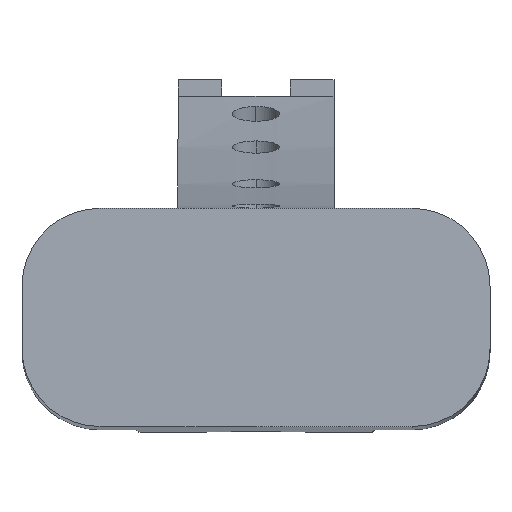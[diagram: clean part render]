
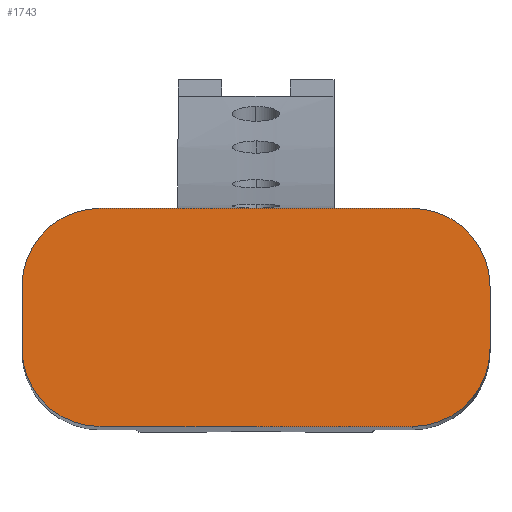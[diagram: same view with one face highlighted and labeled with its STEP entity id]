
A CAD part, left-side view. The second image highlights one B-rep face of the part: STEP entity #1743.
In plain terms, the highlighted planar face has unit normal (-0.999, 0, 0.044).
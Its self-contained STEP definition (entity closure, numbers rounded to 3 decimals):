
#14 = DIRECTION ( 'NONE',  ( -0.044, 0., -0.999 ) ) ;
#26 = CARTESIAN_POINT ( 'NONE',  ( -11.058, 10., -138.65 ) ) ;
#63 = AXIS2_PLACEMENT_3D ( 'NONE', #1918, #2151, #467 ) ;
#112 = EDGE_CURVE ( 'NONE', #497, #1443, #338, .T. ) ;
#124 = DIRECTION ( 'NONE',  ( 0.044, 0., 0.999 ) ) ;
#156 = VERTEX_POINT ( 'NONE', #26 ) ;
#235 = VERTEX_POINT ( 'NONE', #1053 ) ;
#284 = ORIENTED_EDGE ( 'NONE', *, *, #2109, .T. ) ;
#290 = VECTOR ( 'NONE', #1369, 1000. ) ;
#338 = CIRCLE ( 'NONE', #386, 5. ) ;
#386 = AXIS2_PLACEMENT_3D ( 'NONE', #1710, #2179, #2679 ) ;
#432 = VERTEX_POINT ( 'NONE', #880 ) ;
#467 = DIRECTION ( 'NONE',  ( 0.044, 0., 0.999 ) ) ;
#487 = EDGE_CURVE ( 'NONE', #156, #1591, #1574, .T. ) ;
#497 = VERTEX_POINT ( 'NONE', #2529 ) ;
#544 = EDGE_CURVE ( 'NONE', #1591, #2362, #2392, .T. ) ;
#578 = ORIENTED_EDGE ( 'NONE', *, *, #112, .T. ) ;
#706 = DIRECTION ( 'NONE',  ( -0.999, 0., 0.044 ) ) ;
#721 = CARTESIAN_POINT ( 'NONE',  ( -10.666, -10., -129.658 ) ) ;
#728 = VERTEX_POINT ( 'NONE', #1777 ) ;
#766 = DIRECTION ( 'NONE',  ( -0.999, 0., 0.044 ) ) ;
#803 = AXIS2_PLACEMENT_3D ( 'NONE', #2444, #766, #2626 ) ;
#838 = LINE ( 'NONE', #3002, #1261 ) ;
#880 = CARTESIAN_POINT ( 'NONE',  ( -10.448, -10., -124.663 ) ) ;
#943 = ORIENTED_EDGE ( 'NONE', *, *, #2699, .T. ) ;
#1039 = AXIS2_PLACEMENT_3D ( 'NONE', #1654, #706, #2404 ) ;
#1053 = CARTESIAN_POINT ( 'NONE',  ( -10.666, -15., -129.658 ) ) ;
#1111 = ORIENTED_EDGE ( 'NONE', *, *, #487, .T. ) ;
#1250 = EDGE_LOOP ( 'NONE', ( #2167, #943, #1609, #578, #284, #1851, #1111, #3065 ) ) ;
#1261 = VECTOR ( 'NONE', #124, 1000. ) ;
#1309 = VECTOR ( 'NONE', #3093, 1000. ) ;
#1369 = DIRECTION ( 'NONE',  ( 0., -1., 0. ) ) ;
#1384 = CARTESIAN_POINT ( 'NONE',  ( -10.666, 15., -129.658 ) ) ;
#1443 = VERTEX_POINT ( 'NONE', #1384 ) ;
#1574 = LINE ( 'NONE', #1815, #290 ) ;
#1591 = VERTEX_POINT ( 'NONE', #2691 ) ;
#1609 = ORIENTED_EDGE ( 'NONE', *, *, #2037, .T. ) ;
#1654 = CARTESIAN_POINT ( 'NONE',  ( -10.84, -10., -133.654 ) ) ;
#1710 = CARTESIAN_POINT ( 'NONE',  ( -10.666, 10., -129.658 ) ) ;
#1727 = EDGE_CURVE ( 'NONE', #728, #156, #2757, .T. ) ;
#1731 = PLANE ( 'NONE',  #63 ) ;
#1743 = ADVANCED_FACE ( 'NONE', ( #2430 ), #1731, .T. ) ;
#1765 = VECTOR ( 'NONE', #14, 1000. ) ;
#1777 = CARTESIAN_POINT ( 'NONE',  ( -10.84, 15., -133.654 ) ) ;
#1815 = CARTESIAN_POINT ( 'NONE',  ( -11.058, 15., -138.65 ) ) ;
#1851 = ORIENTED_EDGE ( 'NONE', *, *, #1727, .T. ) ;
#1918 = CARTESIAN_POINT ( 'NONE',  ( -4.995, 0., 0.218 ) ) ;
#1963 = LINE ( 'NONE', #2911, #1765 ) ;
#2037 = EDGE_CURVE ( 'NONE', #432, #497, #2411, .T. ) ;
#2109 = EDGE_CURVE ( 'NONE', #1443, #728, #1963, .T. ) ;
#2151 = DIRECTION ( 'NONE',  ( -0.999, 0., 0.044 ) ) ;
#2167 = ORIENTED_EDGE ( 'NONE', *, *, #2465, .T. ) ;
#2179 = DIRECTION ( 'NONE',  ( -0.999, 0., 0.044 ) ) ;
#2265 = AXIS2_PLACEMENT_3D ( 'NONE', #721, #2676, #2906 ) ;
#2362 = VERTEX_POINT ( 'NONE', #2697 ) ;
#2392 = CIRCLE ( 'NONE', #1039, 5. ) ;
#2404 = DIRECTION ( 'NONE',  ( 0.044, 0., 0.999 ) ) ;
#2411 = LINE ( 'NONE', #2894, #1309 ) ;
#2430 = FACE_OUTER_BOUND ( 'NONE', #1250, .T. ) ;
#2444 = CARTESIAN_POINT ( 'NONE',  ( -10.84, 10., -133.654 ) ) ;
#2465 = EDGE_CURVE ( 'NONE', #2362, #235, #838, .T. ) ;
#2529 = CARTESIAN_POINT ( 'NONE',  ( -10.448, 10., -124.663 ) ) ;
#2555 = CIRCLE ( 'NONE', #2265, 5. ) ;
#2626 = DIRECTION ( 'NONE',  ( 0.044, 0., 0.999 ) ) ;
#2676 = DIRECTION ( 'NONE',  ( -0.999, 0., 0.044 ) ) ;
#2679 = DIRECTION ( 'NONE',  ( 0.044, 0., 0.999 ) ) ;
#2691 = CARTESIAN_POINT ( 'NONE',  ( -11.058, -10., -138.65 ) ) ;
#2697 = CARTESIAN_POINT ( 'NONE',  ( -10.84, -15., -133.654 ) ) ;
#2699 = EDGE_CURVE ( 'NONE', #235, #432, #2555, .T. ) ;
#2757 = CIRCLE ( 'NONE', #803, 5. ) ;
#2894 = CARTESIAN_POINT ( 'NONE',  ( -10.448, 15., -124.663 ) ) ;
#2906 = DIRECTION ( 'NONE',  ( 0.044, 0., 0.999 ) ) ;
#2911 = CARTESIAN_POINT ( 'NONE',  ( -11.058, 15., -138.65 ) ) ;
#3002 = CARTESIAN_POINT ( 'NONE',  ( -11.058, -15., -138.65 ) ) ;
#3065 = ORIENTED_EDGE ( 'NONE', *, *, #544, .T. ) ;
#3093 = DIRECTION ( 'NONE',  ( 0., 1., 0. ) ) ;
